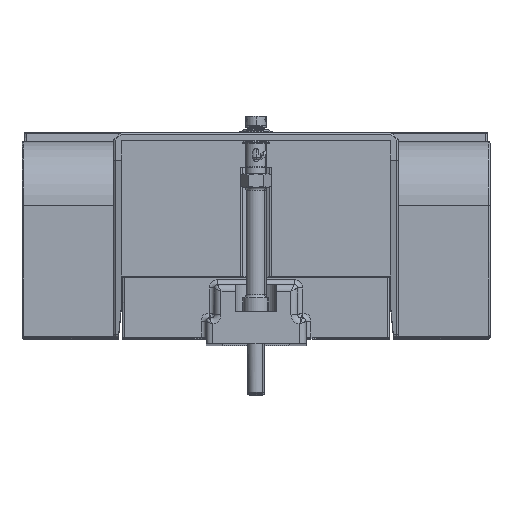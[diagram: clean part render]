
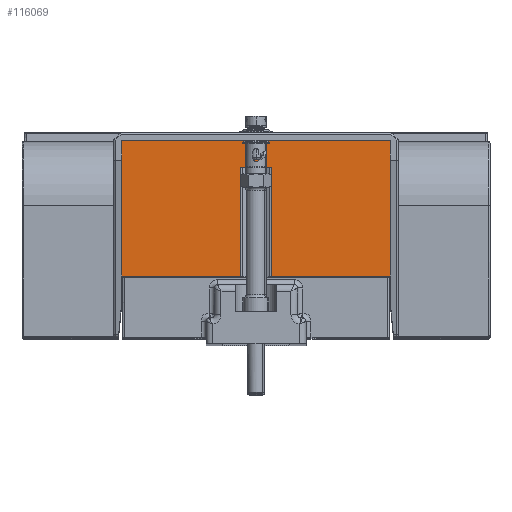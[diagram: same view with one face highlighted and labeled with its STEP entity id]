
A CAD part, top view. The second image highlights one B-rep face of the part: STEP entity #116069.
In plain terms, the highlighted planar face has unit normal (0, 0, 1).
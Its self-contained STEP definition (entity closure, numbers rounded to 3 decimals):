
#6020=DIRECTION('',(0.,-1.,0.));
#6021=VECTOR('',#6020,40.8);
#6022=CARTESIAN_POINT('',(-40.3,61.,329.));
#6023=LINE('',#6022,#6021);
#6367=DIRECTION('',(-1.,0.,0.));
#6368=VECTOR('',#6367,35.782);
#6369=CARTESIAN_POINT('',(-4.518,20.2,329.));
#6370=LINE('',#6369,#6368);
#6371=DIRECTION('',(-1.,0.,0.));
#6372=VECTOR('',#6371,35.782);
#6373=CARTESIAN_POINT('',(40.3,20.2,329.));
#6374=LINE('',#6373,#6372);
#6375=DIRECTION('',(0.,-1.,0.));
#6376=VECTOR('',#6375,32.8);
#6377=CARTESIAN_POINT('',(4.518,53.,329.));
#6378=LINE('',#6377,#6376);
#6379=DIRECTION('',(0.,1.,0.));
#6380=VECTOR('',#6379,32.8);
#6381=CARTESIAN_POINT('',(-4.518,20.2,329.));
#6382=LINE('',#6381,#6380);
#6458=DIRECTION('',(1.,0.,0.));
#6459=VECTOR('',#6458,9.035);
#6460=CARTESIAN_POINT('',(-4.518,53.,329.));
#6461=LINE('',#6460,#6459);
#6486=DIRECTION('',(0.,-1.,0.));
#6487=VECTOR('',#6486,40.8);
#6488=CARTESIAN_POINT('',(40.3,61.,329.));
#6489=LINE('',#6488,#6487);
#6829=DIRECTION('',(1.,0.,0.));
#6830=VECTOR('',#6829,80.6);
#6831=CARTESIAN_POINT('',(-40.3,61.,329.));
#6832=LINE('',#6831,#6830);
#105460=CARTESIAN_POINT('',(-40.3,61.,329.));
#105461=CARTESIAN_POINT('',(40.3,61.,329.));
#105462=VERTEX_POINT('',#105460);
#105463=VERTEX_POINT('',#105461);
#105472=CARTESIAN_POINT('',(4.518,53.,329.));
#105473=VERTEX_POINT('',#105472);
#105474=CARTESIAN_POINT('',(-4.518,53.,329.));
#105475=VERTEX_POINT('',#105474);
#107805=CARTESIAN_POINT('',(-4.518,20.2,329.));
#107806=CARTESIAN_POINT('',(-40.3,20.2,329.));
#107807=VERTEX_POINT('',#107805);
#107808=VERTEX_POINT('',#107806);
#107823=CARTESIAN_POINT('',(4.518,20.2,329.));
#107824=VERTEX_POINT('',#107823);
#107827=CARTESIAN_POINT('',(40.3,20.2,329.));
#107828=VERTEX_POINT('',#107827);
#116047=CARTESIAN_POINT('',(40.3,61.,329.));
#116048=DIRECTION('',(0.,0.,1.));
#116049=DIRECTION('',(-1.,0.,0.));
#116050=AXIS2_PLACEMENT_3D('',#116047,#116048,#116049);
#116051=PLANE('',#116050);
#116053=ORIENTED_EDGE('',*,*,#116052,.T.);
#116054=ORIENTED_EDGE('',*,*,#115850,.F.);
#116056=ORIENTED_EDGE('',*,*,#116055,.T.);
#116058=ORIENTED_EDGE('',*,*,#116057,.T.);
#116060=ORIENTED_EDGE('',*,*,#116059,.T.);
#116062=ORIENTED_EDGE('',*,*,#116061,.F.);
#116064=ORIENTED_EDGE('',*,*,#116063,.F.);
#116066=ORIENTED_EDGE('',*,*,#116065,.F.);
#116067=EDGE_LOOP('',(#116053,#116054,#116056,#116058,#116060,#116062,#116064,
#116066));
#116068=FACE_OUTER_BOUND('',#116067,.F.);
#116069=ADVANCED_FACE('',(#116068),#116051,.T.);
#115850=EDGE_CURVE('',#105462,#107808,#6023,.T.);
#116052=EDGE_CURVE('',#107807,#107808,#6370,.T.);
#116055=EDGE_CURVE('',#105462,#105463,#6832,.T.);
#116057=EDGE_CURVE('',#105463,#107828,#6489,.T.);
#116059=EDGE_CURVE('',#107828,#107824,#6374,.T.);
#116061=EDGE_CURVE('',#105473,#107824,#6378,.T.);
#116063=EDGE_CURVE('',#105475,#105473,#6461,.T.);
#116065=EDGE_CURVE('',#107807,#105475,#6382,.T.);
